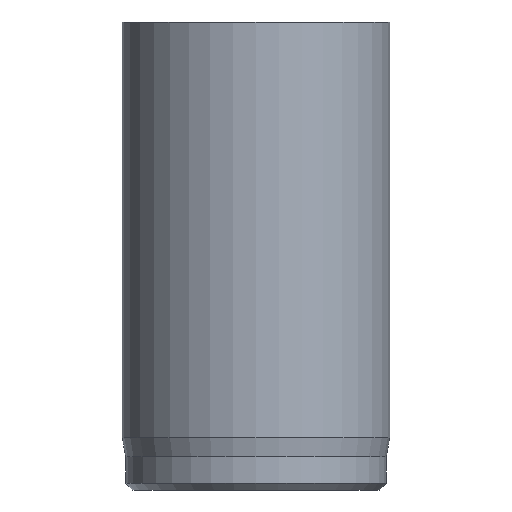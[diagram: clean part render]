
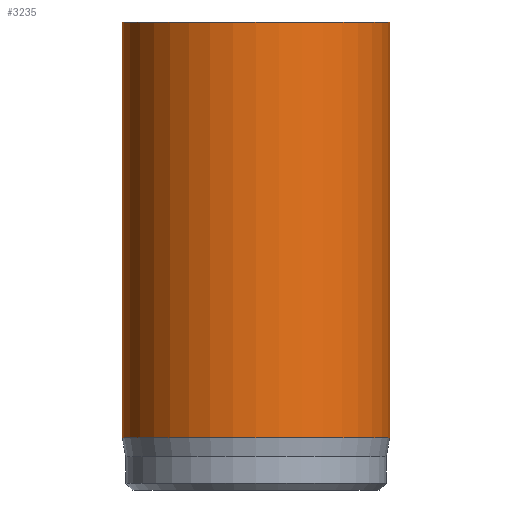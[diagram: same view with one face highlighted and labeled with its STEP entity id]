
A CAD part, front view. The second image highlights one B-rep face of the part: STEP entity #3235.
In plain terms, the highlighted cylindrical face has radius 4 mm (diameter 8 mm), a full revolution.
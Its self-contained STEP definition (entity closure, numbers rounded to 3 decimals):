
#31=CYLINDRICAL_SURFACE('',#3385,4.);
#45=CIRCLE('',#3363,4.);
#57=CIRCLE('',#3383,4.);
#58=CIRCLE('',#3384,4.);
#304=FACE_OUTER_BOUND('',#490,.T.);
#490=EDGE_LOOP('',(#2878,#2879,#2880,#2881,#2882));
#739=LINE('',#6052,#994);
#994=VECTOR('',#3800,4.);
#1493=VERTEX_POINT('',#6008);
#1505=VERTEX_POINT('',#6046);
#1506=VERTEX_POINT('',#6047);
#1950=EDGE_CURVE('',#1493,#1493,#45,.T.);
#1968=EDGE_CURVE('',#1505,#1506,#57,.T.);
#1969=EDGE_CURVE('',#1506,#1505,#58,.T.);
#1971=EDGE_CURVE('',#1493,#1505,#739,.T.);
#2878=ORIENTED_EDGE('',*,*,#1950,.T.);
#2879=ORIENTED_EDGE('',*,*,#1971,.T.);
#2880=ORIENTED_EDGE('',*,*,#1968,.T.);
#2881=ORIENTED_EDGE('',*,*,#1969,.T.);
#2882=ORIENTED_EDGE('',*,*,#1971,.F.);
#3235=ADVANCED_FACE('',(#304),#31,.T.);
#3363=AXIS2_PLACEMENT_3D('',#6009,#3747,#3748);
#3383=AXIS2_PLACEMENT_3D('',#6048,#3793,#3794);
#3384=AXIS2_PLACEMENT_3D('',#6049,#3795,#3796);
#3385=AXIS2_PLACEMENT_3D('',#6051,#3798,#3799);
#3747=DIRECTION('center_axis',(0.,0.,-1.));
#3748=DIRECTION('ref_axis',(-1.,0.,0.));
#3793=DIRECTION('center_axis',(0.,0.,1.));
#3794=DIRECTION('ref_axis',(-1.,0.,0.));
#3795=DIRECTION('center_axis',(0.,0.,1.));
#3796=DIRECTION('ref_axis',(-1.,0.,0.));
#3798=DIRECTION('center_axis',(0.,0.,1.));
#3799=DIRECTION('ref_axis',(-1.,0.,0.));
#3800=DIRECTION('',(0.,0.,-1.));
#6008=CARTESIAN_POINT('',(4.,0.,14.));
#6009=CARTESIAN_POINT('Origin',(0.,0.,14.));
#6046=CARTESIAN_POINT('',(4.,0.,1.567));
#6047=CARTESIAN_POINT('',(-4.,0.,1.567));
#6048=CARTESIAN_POINT('Origin',(0.,0.,1.567));
#6049=CARTESIAN_POINT('Origin',(0.,0.,1.567));
#6051=CARTESIAN_POINT('Origin',(0.,0.,0.));
#6052=CARTESIAN_POINT('',(4.,0.,0.));
